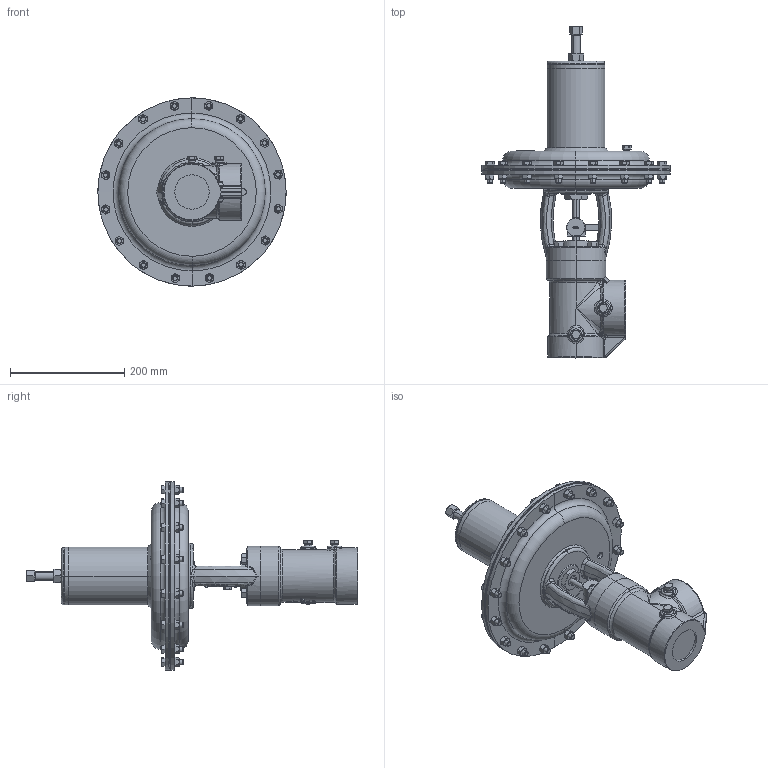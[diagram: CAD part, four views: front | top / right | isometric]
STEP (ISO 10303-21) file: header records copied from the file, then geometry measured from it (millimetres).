
FILE_DESCRIPTION (( 'STEP AP203' ), '1' );
FILE_NAME ('2 INCH HPMV 2600 SMA PO W65 TWKS (MCG).STEP', '2014-12-03T14:38:23', ( 'PCTech' ), ( 'Microsoft' ), 'SwSTEP 2.0', 'SolidWorks 2014', '' );
FILE_SCHEMA (( 'CONFIG_CONTROL_DESIGN' ));
Products named in the file (1): 2 INCH HPMV 2600 SMA PO W65 TWKS (MCG)
Bounding box: 330.2 x 581.97 x 330.2 mm (x, y, z)
Volume: 6504164.5 mm3; surface area: 876966.4 mm2
Topology: 70 solids, 70 shells, 3323 faces, 8154 edges, 5121 vertices
Faces by surface type: plane 1469, bspline 664, cone 559, cylinder 389, torus 205, sphere 37
Entity records: 149682 total; most frequent: CARTESIAN_POINT 77932, ORIENTED_EDGE 16236, DIRECTION 12669, EDGE_CURVE 8118, VERTEX_POINT 5120, AXIS2_PLACEMENT_3D 4575, LINE 3519, VECTOR 3519
